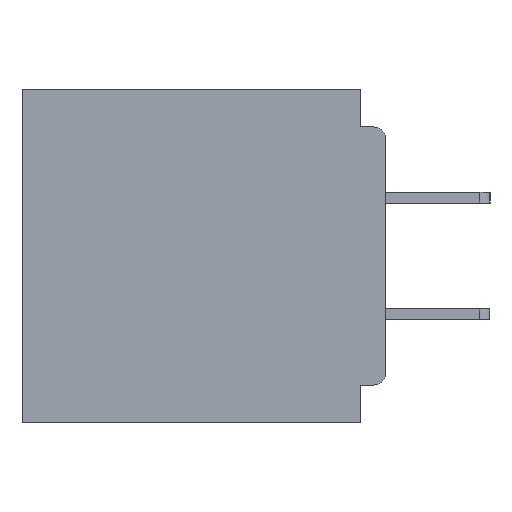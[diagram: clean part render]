
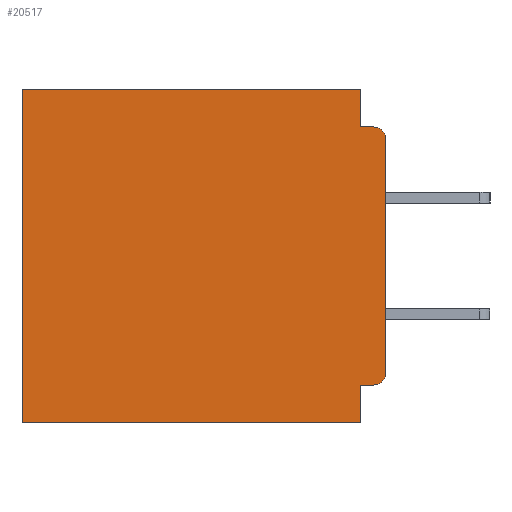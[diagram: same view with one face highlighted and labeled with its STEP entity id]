
A CAD part, left-side view. The second image highlights one B-rep face of the part: STEP entity #20517.
In plain terms, the highlighted planar face has unit normal (-1, 0, 0).
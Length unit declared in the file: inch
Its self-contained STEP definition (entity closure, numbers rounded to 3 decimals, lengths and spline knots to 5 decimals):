
#486 = VERTEX_POINT ( 'NONE', #38313 ) ;
#1327 = EDGE_CURVE ( 'NONE', #10354, #45617, #44791, .T. ) ;
#1756 = DIRECTION ( 'NONE',  ( 0., 0., -1. ) ) ;
#1787 = DIRECTION ( 'NONE',  ( 0., 1., 0. ) ) ;
#2090 = LINE ( 'NONE', #33218, #32256 ) ;
#2809 = AXIS2_PLACEMENT_3D ( 'NONE', #29866, #6267, #33748 ) ;
#3435 = ORIENTED_EDGE ( 'NONE', *, *, #7530, .F. ) ;
#3596 = CARTESIAN_POINT ( 'NONE',  ( 0.3, 0.015, -0.355 ) ) ;
#4745 = CARTESIAN_POINT ( 'NONE',  ( 0.3, 0., -0.045 ) ) ;
#4895 = DIRECTION ( 'NONE',  ( 0., 0., -1. ) ) ;
#5368 = EDGE_LOOP ( 'NONE', ( #20791, #38333, #43275, #21204, #47494, #31861, #23045, #49177, #3435, #38130 ) ) ;
#5734 = EDGE_CURVE ( 'NONE', #23940, #45617, #9045, .T. ) ;
#6267 = DIRECTION ( 'NONE',  ( -1., 0., 0. ) ) ;
#7200 = CARTESIAN_POINT ( 'NONE',  ( 0.3, 0., -0.355 ) ) ;
#7530 = EDGE_CURVE ( 'NONE', #42748, #12256, #48522, .T. ) ;
#8093 = EDGE_CURVE ( 'NONE', #12256, #21591, #42463, .T. ) ;
#8877 = CARTESIAN_POINT ( 'NONE',  ( 0.3, 0., -0.4 ) ) ;
#9045 = CIRCLE ( 'NONE', #12331, 0.015 ) ;
#9592 = DIRECTION ( 'NONE',  ( 0., 0., -1. ) ) ;
#9915 = LINE ( 'NONE', #48258, #11170 ) ;
#10354 = VERTEX_POINT ( 'NONE', #47393 ) ;
#10816 = VERTEX_POINT ( 'NONE', #23634 ) ;
#11065 = EDGE_CURVE ( 'NONE', #27095, #486, #23859, .T. ) ;
#11170 = VECTOR ( 'NONE', #21112, 39.37008 ) ;
#11680 = DIRECTION ( 'NONE',  ( -1., 0., 0. ) ) ;
#12256 = VERTEX_POINT ( 'NONE', #12703 ) ;
#12331 = AXIS2_PLACEMENT_3D ( 'NONE', #35175, #11680, #39034 ) ;
#12703 = CARTESIAN_POINT ( 'NONE',  ( 0.3, 0.031, -0.355 ) ) ;
#13779 = DIRECTION ( 'NONE',  ( 0., -1., 0. ) ) ;
#16795 = CARTESIAN_POINT ( 'NONE',  ( 0.3, 0., -0.06 ) ) ;
#17784 = EDGE_CURVE ( 'NONE', #20797, #27095, #2090, .T. ) ;
#18492 = CARTESIAN_POINT ( 'NONE',  ( 0.3, 0.031, 0. ) ) ;
#18530 = FACE_OUTER_BOUND ( 'NONE', #5368, .T. ) ;
#20517 = ADVANCED_FACE ( 'NONE', ( #18530 ), #44551, .F. ) ;
#20535 = VECTOR ( 'NONE', #9592, 39.37008 ) ;
#20791 = ORIENTED_EDGE ( 'NONE', *, *, #33532, .F. ) ;
#20797 = VERTEX_POINT ( 'NONE', #46204 ) ;
#21112 = DIRECTION ( 'NONE',  ( 0., 1., 0. ) ) ;
#21204 = ORIENTED_EDGE ( 'NONE', *, *, #36565, .F. ) ;
#21271 = CARTESIAN_POINT ( 'NONE',  ( 0.3, 0., -0.4 ) ) ;
#21591 = VERTEX_POINT ( 'NONE', #31680 ) ;
#21696 = CARTESIAN_POINT ( 'NONE',  ( 0.3, 0.437, 0. ) ) ;
#22403 = DIRECTION ( 'NONE',  ( 0., 0., -1. ) ) ;
#23045 = ORIENTED_EDGE ( 'NONE', *, *, #35641, .F. ) ;
#23470 = EDGE_CURVE ( 'NONE', #42748, #10816, #37443, .T. ) ;
#23634 = CARTESIAN_POINT ( 'NONE',  ( 0.3, 0., -0.34 ) ) ;
#23859 = LINE ( 'NONE', #25335, #44486 ) ;
#23940 = VERTEX_POINT ( 'NONE', #16795 ) ;
#25252 = DIRECTION ( 'NONE',  ( 0., 0., -1. ) ) ;
#25335 = CARTESIAN_POINT ( 'NONE',  ( 0.3, 0.437, -0.4 ) ) ;
#27095 = VERTEX_POINT ( 'NONE', #21696 ) ;
#28301 = VECTOR ( 'NONE', #22403, 39.37008 ) ;
#29378 = CARTESIAN_POINT ( 'NONE',  ( 0.3, 0.031, -0.4 ) ) ;
#29866 = CARTESIAN_POINT ( 'NONE',  ( 0.3, 0.015, -0.34 ) ) ;
#31680 = CARTESIAN_POINT ( 'NONE',  ( 0.3, 0.031, -0.4 ) ) ;
#31861 = ORIENTED_EDGE ( 'NONE', *, *, #11065, .T. ) ;
#32256 = VECTOR ( 'NONE', #1787, 39.37008 ) ;
#33218 = CARTESIAN_POINT ( 'NONE',  ( 0.3, 0., 0. ) ) ;
#33362 = LINE ( 'NONE', #8877, #41210 ) ;
#33532 = EDGE_CURVE ( 'NONE', #23940, #10816, #33362, .T. ) ;
#33748 = DIRECTION ( 'NONE',  ( 0., 0., -1. ) ) ;
#35175 = CARTESIAN_POINT ( 'NONE',  ( 0.3, 0.015, -0.06 ) ) ;
#35641 = EDGE_CURVE ( 'NONE', #21591, #486, #9915, .T. ) ;
#36565 = EDGE_CURVE ( 'NONE', #20797, #10354, #38586, .T. ) ;
#37443 = CIRCLE ( 'NONE', #2809, 0.015 ) ;
#38130 = ORIENTED_EDGE ( 'NONE', *, *, #23470, .T. ) ;
#38313 = CARTESIAN_POINT ( 'NONE',  ( 0.3, 0.437, -0.4 ) ) ;
#38333 = ORIENTED_EDGE ( 'NONE', *, *, #5734, .T. ) ;
#38513 = DIRECTION ( 'NONE',  ( 0., 1., 0. ) ) ;
#38586 = LINE ( 'NONE', #18492, #28301 ) ;
#39034 = DIRECTION ( 'NONE',  ( 0., 0., -1. ) ) ;
#41210 = VECTOR ( 'NONE', #4895, 39.37008 ) ;
#42178 = CARTESIAN_POINT ( 'NONE',  ( 0.3, 0.015, -0.045 ) ) ;
#42463 = LINE ( 'NONE', #29378, #20535 ) ;
#42748 = VERTEX_POINT ( 'NONE', #3596 ) ;
#43275 = ORIENTED_EDGE ( 'NONE', *, *, #1327, .F. ) ;
#43611 = VECTOR ( 'NONE', #13779, 39.37008 ) ;
#44486 = VECTOR ( 'NONE', #1756, 39.37008 ) ;
#44551 = PLANE ( 'NONE',  #44916 ) ;
#44791 = LINE ( 'NONE', #4745, #43611 ) ;
#44916 = AXIS2_PLACEMENT_3D ( 'NONE', #21271, #48403, #25252 ) ;
#45617 = VERTEX_POINT ( 'NONE', #42178 ) ;
#46122 = VECTOR ( 'NONE', #38513, 39.37008 ) ;
#46204 = CARTESIAN_POINT ( 'NONE',  ( 0.3, 0.031, 0. ) ) ;
#47393 = CARTESIAN_POINT ( 'NONE',  ( 0.3, 0.031, -0.045 ) ) ;
#47494 = ORIENTED_EDGE ( 'NONE', *, *, #17784, .T. ) ;
#48258 = CARTESIAN_POINT ( 'NONE',  ( 0.3, 0., -0.4 ) ) ;
#48403 = DIRECTION ( 'NONE',  ( 1., 0., 0. ) ) ;
#48522 = LINE ( 'NONE', #7200, #46122 ) ;
#49177 = ORIENTED_EDGE ( 'NONE', *, *, #8093, .F. ) ;
